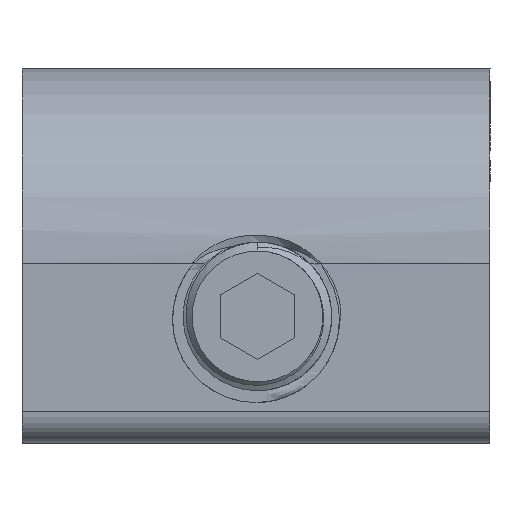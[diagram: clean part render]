
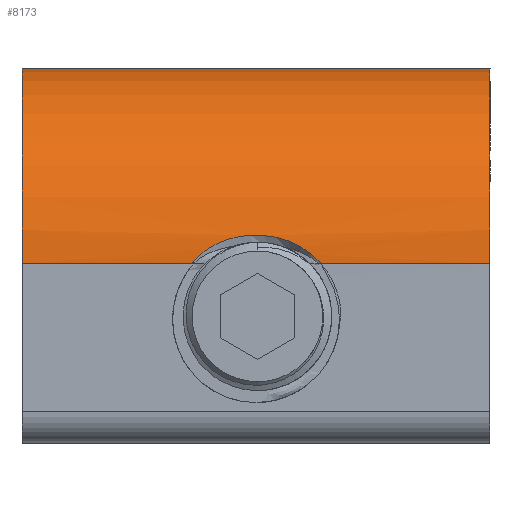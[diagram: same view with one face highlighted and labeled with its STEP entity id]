
A CAD part, left-side view. The second image highlights one B-rep face of the part: STEP entity #8173.
In plain terms, the highlighted cylindrical face has radius 12.509 mm (diameter 25.019 mm), a partial arc.
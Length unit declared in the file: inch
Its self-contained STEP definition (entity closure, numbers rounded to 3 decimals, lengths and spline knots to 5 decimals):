
#71 = FACE_OUTER_BOUND ( 'NONE', #11118, .T. ) ;
#132 = CARTESIAN_POINT ( 'NONE',  ( -0.49249, -0.26114, 0. ) ) ;
#263 = VECTOR ( 'NONE', #21426, 39.37008 ) ;
#718 = DIRECTION ( 'NONE',  ( -1., 0., 0. ) ) ;
#1159 = EDGE_CURVE ( 'NONE', #19220, #29172, #5095, .T. ) ;
#1347 = CARTESIAN_POINT ( 'NONE',  ( -0.49172, -0.28321, 0.02814 ) ) ;
#1699 = ORIENTED_EDGE ( 'NONE', *, *, #26513, .T. ) ;
#1790 = CARTESIAN_POINT ( 'NONE',  ( 0., -0.41869, 0.4925 ) ) ;
#1870 = DIRECTION ( 'NONE',  ( -1., 0., 0. ) ) ;
#1880 = CARTESIAN_POINT ( 'NONE',  ( -0.49247, -0.25957, 0.00457 ) ) ;
#2039 = CIRCLE ( 'NONE', #29605, 0.4925 ) ;
#2266 = CARTESIAN_POINT ( 'NONE',  ( -0.4925, -1.00919, 0. ) ) ;
#2491 = CARTESIAN_POINT ( 'NONE',  ( 0., -1.00919, 0.4925 ) ) ;
#2601 = EDGE_CURVE ( 'NONE', #10897, #29172, #11017, .T. ) ;
#4229 = DIRECTION ( 'NONE',  ( 0., -1., 0. ) ) ;
#4423 = CARTESIAN_POINT ( 'NONE',  ( -0.4925, -1.00919, 0. ) ) ;
#4876 = CYLINDRICAL_SURFACE ( 'NONE', #16220, 0.4925 ) ;
#5095 = B_SPLINE_CURVE_WITH_KNOTS ( 'NONE', 1,
 ( #29596, #132 ),
 .UNSPECIFIED., .F., .F.,
 ( 2, 2 ),
 ( 0., 1. ),
 .UNSPECIFIED. ) ;
#5369 = ORIENTED_EDGE ( 'NONE', *, *, #25653, .F. ) ;
#5424 = VERTEX_POINT ( 'NONE', #2491 ) ;
#6012 = CARTESIAN_POINT ( 'NONE',  ( 0., -1.12729, 0. ) ) ;
#6253 = CARTESIAN_POINT ( 'NONE',  ( -0.49235, -0.26598, 0.01276 ) ) ;
#6471 = CARTESIAN_POINT ( 'NONE',  ( 0., -1.00919, 0. ) ) ;
#7867 = ORIENTED_EDGE ( 'NONE', *, *, #1159, .T. ) ;
#7894 = DIRECTION ( 'NONE',  ( 0., 1., 0. ) ) ;
#8173 = ADVANCED_FACE ( 'NONE', ( #71 ), #4876, .T. ) ;
#8759 = CARTESIAN_POINT ( 'NONE',  ( -0.49081, -0.3019, 0.0417 ) ) ;
#8858 = CARTESIAN_POINT ( 'NONE',  ( -0.49239, -0.57288, 0.01146 ) ) ;
#9409 = B_SPLINE_CURVE_WITH_KNOTS ( 'NONE', 1,
 ( #29032, #2266 ),
 .UNSPECIFIED., .F., .F.,
 ( 2, 2 ),
 ( 0., 1. ),
 .UNSPECIFIED. ) ;
#10896 = CARTESIAN_POINT ( 'NONE',  ( -0.4871, -0.38887, 0.07271 ) ) ;
#10897 = VERTEX_POINT ( 'NONE', #26873 ) ;
#11017 = B_SPLINE_CURVE_WITH_KNOTS ( 'NONE', 3,
 ( #16015, #23585, #8858, #26060, #25633, #28527, #16225, #20993, #15795, #10896, #13366, #30589, #8759, #1347, #25735, #18502, #6253, #25946, #11211, #28754, #18834, #1880, #24009, #16642, #23812, #28636 ),
 .UNSPECIFIED., .F., .F.,
 ( 4, 2, 2, 2, 2, 2, 2, 2, 2, 2, 2, 2, 4 ),
 ( 0., 0.0625, 0.125, 0.25, 0.5, 0.75, 0.875, 0.9375, 0.96875, 0.97656, 0.98437, 0.99219, 1. ),
 .UNSPECIFIED. ) ;
#11118 = EDGE_LOOP ( 'NONE', ( #26606, #5369, #7867, #27978, #1699, #16816 ) ) ;
#11211 = CARTESIAN_POINT ( 'NONE',  ( -0.49242, -0.26195, 0.00863 ) ) ;
#12832 = CIRCLE ( 'NONE', #20782, 0.4925 ) ;
#13301 = EDGE_CURVE ( 'NONE', #23506, #5424, #27980, .T. ) ;
#13366 = CARTESIAN_POINT ( 'NONE',  ( -0.48804, -0.35793, 0.06722 ) ) ;
#15795 = CARTESIAN_POINT ( 'NONE',  ( -0.48714, -0.45048, 0.07247 ) ) ;
#15969 = DIRECTION ( 'NONE',  ( 0., 1., 0. ) ) ;
#16015 = CARTESIAN_POINT ( 'NONE',  ( -0.49282, -0.58324, 0.00006 ) ) ;
#16220 = AXIS2_PLACEMENT_3D ( 'NONE', #6012, #15969, #25896 ) ;
#16225 = CARTESIAN_POINT ( 'NONE',  ( -0.49016, -0.52374, 0.04838 ) ) ;
#16642 = CARTESIAN_POINT ( 'NONE',  ( -0.49252, -0.2603, 0.00174 ) ) ;
#16816 = ORIENTED_EDGE ( 'NONE', *, *, #21929, .F. ) ;
#17963 = CARTESIAN_POINT ( 'NONE',  ( 0., 0.17181, 0. ) ) ;
#18502 = CARTESIAN_POINT ( 'NONE',  ( -0.49226, -0.26874, 0.01545 ) ) ;
#18834 = CARTESIAN_POINT ( 'NONE',  ( -0.49244, -0.26001, 0.00643 ) ) ;
#19089 = CARTESIAN_POINT ( 'NONE',  ( -0.49249, -0.26114, 0. ) ) ;
#19220 = VERTEX_POINT ( 'NONE', #28654 ) ;
#20782 = AXIS2_PLACEMENT_3D ( 'NONE', #17963, #7894, #718 ) ;
#20993 = CARTESIAN_POINT ( 'NONE',  ( -0.4881, -0.48138, 0.06672 ) ) ;
#21426 = DIRECTION ( 'NONE',  ( 0., -1., 0. ) ) ;
#21908 = VERTEX_POINT ( 'NONE', #4423 ) ;
#21929 = EDGE_CURVE ( 'NONE', #5424, #21908, #2039, .T. ) ;
#23506 = VERTEX_POINT ( 'NONE', #27895 ) ;
#23585 = CARTESIAN_POINT ( 'NONE',  ( -0.49243, -0.5782, 0.00587 ) ) ;
#23812 = CARTESIAN_POINT ( 'NONE',  ( -0.49252, -0.26069, 0.00085 ) ) ;
#24009 = CARTESIAN_POINT ( 'NONE',  ( -0.4925, -0.25973, 0.00358 ) ) ;
#25633 = CARTESIAN_POINT ( 'NONE',  ( -0.49178, -0.55572, 0.02692 ) ) ;
#25653 = EDGE_CURVE ( 'NONE', #19220, #23506, #12832, .T. ) ;
#25735 = CARTESIAN_POINT ( 'NONE',  ( -0.49198, -0.27725, 0.02326 ) ) ;
#25896 = DIRECTION ( 'NONE',  ( -1., 0., 0. ) ) ;
#25946 = CARTESIAN_POINT ( 'NONE',  ( -0.49242, -0.26262, 0.00932 ) ) ;
#26060 = CARTESIAN_POINT ( 'NONE',  ( -0.49203, -0.56164, 0.02199 ) ) ;
#26513 = EDGE_CURVE ( 'NONE', #10897, #21908, #9409, .T. ) ;
#26606 = ORIENTED_EDGE ( 'NONE', *, *, #13301, .F. ) ;
#26873 = CARTESIAN_POINT ( 'NONE',  ( -0.49282, -0.58324, 0.00006 ) ) ;
#27895 = CARTESIAN_POINT ( 'NONE',  ( 0., 0.17181, 0.4925 ) ) ;
#27978 = ORIENTED_EDGE ( 'NONE', *, *, #2601, .F. ) ;
#27980 = LINE ( 'NONE', #1790, #263 ) ;
#28527 = CARTESIAN_POINT ( 'NONE',  ( -0.4909, -0.53716, 0.04066 ) ) ;
#28636 = CARTESIAN_POINT ( 'NONE',  ( -0.49249, -0.26114, 0. ) ) ;
#28654 = CARTESIAN_POINT ( 'NONE',  ( -0.4925, 0.17181, 0. ) ) ;
#28754 = CARTESIAN_POINT ( 'NONE',  ( -0.49243, -0.26064, 0.00722 ) ) ;
#29032 = CARTESIAN_POINT ( 'NONE',  ( -0.49282, -0.58324, 0.00006 ) ) ;
#29172 = VERTEX_POINT ( 'NONE', #19089 ) ;
#29596 = CARTESIAN_POINT ( 'NONE',  ( -0.4925, 0.17181, 0. ) ) ;
#29605 = AXIS2_PLACEMENT_3D ( 'NONE', #6471, #4229, #1870 ) ;
#30589 = CARTESIAN_POINT ( 'NONE',  ( -0.49007, -0.3154, 0.04928 ) ) ;
